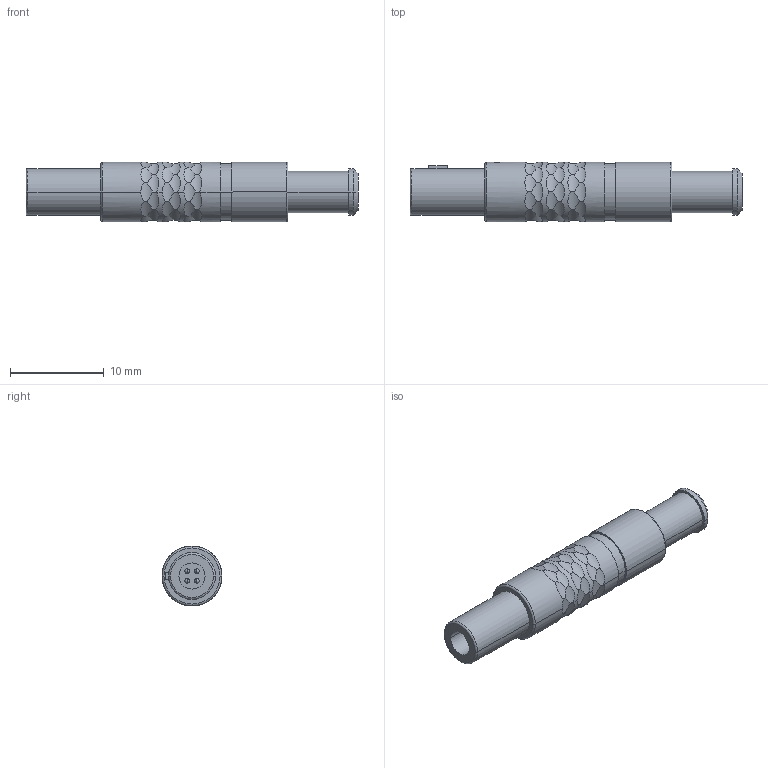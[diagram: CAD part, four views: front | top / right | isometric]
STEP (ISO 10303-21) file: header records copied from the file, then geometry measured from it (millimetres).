
FILE_DESCRIPTION((''),'2;1');
FILE_NAME('S2CL0C-P04M','2013-02-06T',('RTrager'),(''),'PRO/ENGINEER BY PARAMETRIC TECHNOLOGY CORPORATION, 2010330','PRO/ENGINEER BY PARAMETRIC TECHNOLOGY CORPORATION, 2010330','');
FILE_SCHEMA(('CONFIG_CONTROL_DESIGN'));
Length unit declared in the file: millimetre
Products named in the file (1): S2CL0C-P04M
Bounding box: 35.5 x 6.4 x 6.4 mm (x, y, z)
Volume: 760.4 mm3; surface area: 981.4 mm2
Topology: 1 solids, 1 shells, 172 faces, 445 edges, 284 vertices
Faces by surface type: cylinder 120, plane 27, torus 10, sphere 8, bspline 5, cone 2
Entity records: 7075 total; most frequent: CARTESIAN_POINT 3191, ORIENTED_EDGE 874, DIRECTION 691, EDGE_CURVE 437, AXIS2_PLACEMENT_3D 298, VERTEX_POINT 284, B_SPLINE_CURVE_WITH_KNOTS 211, EDGE_LOOP 189
